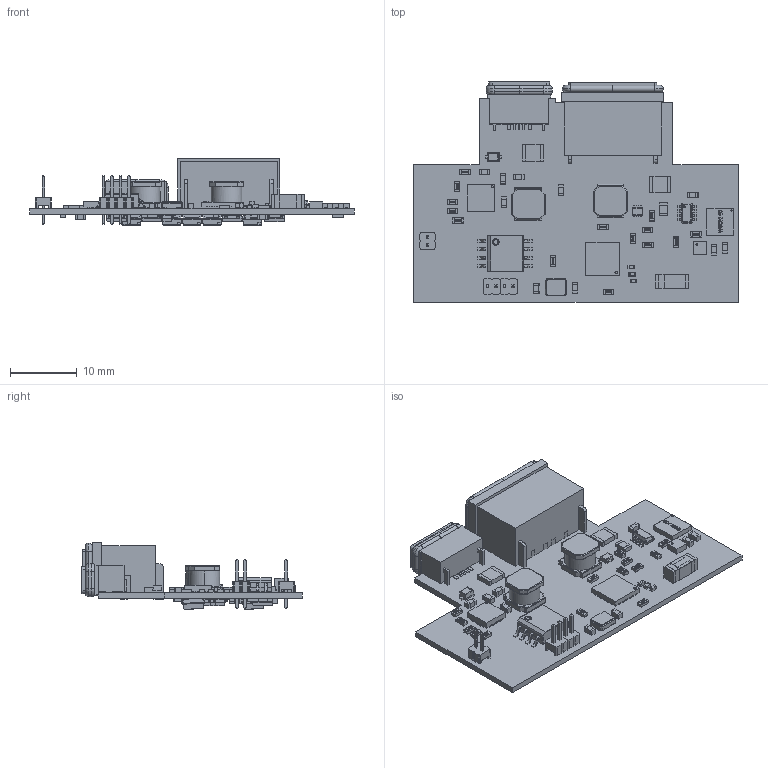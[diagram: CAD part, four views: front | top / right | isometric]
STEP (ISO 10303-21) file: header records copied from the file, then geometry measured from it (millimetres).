
FILE_DESCRIPTION(('Open CASCADE Model'),'2;1');
FILE_NAME('Open CASCADE Shape Model','2020-07-28T15:25:56',('Author'),( 'Open CASCADE'),'Open CASCADE STEP processor 6.8','Open CASCADE 6.8' ,'Unknown');
FILE_SCHEMA(('AUTOMOTIVE_DESIGN { 1 0 10303 214 1 1 1 1 }'));
Length unit declared in the file: millimetre
Products named in the file (105): PCB; Board; Open CASCADE STEP translator 6.8 1.1.1; Rd1; Res0603; Ce6; Cap0603; Y; ABM8-26MHz; U7; LM1117-33-WSON; U6; TPS61023-SOT563; U5; BQ25606-VQFN24; U4; LSM303AGR-LGA12; U3; INA219_SOT23; U2; W25Q32JV_SOIC-8-208; pin_SOIC_SOIC-208_1; SOIC_150_SOIC_5.4x5.4_1; U1; ESP8266EX; RcS; Shunt_0805; Rq5c; Rq4c; Rq3c; Rq2c; Rq1c; Rq5b; Rq4b; Rq3b; Rq2b; Rq1b; Rp2; Rp1; Rf2 ...
Assembly tree (162 placements, depth 4):
  PCB
    Board
      Open CASCADE STEP translator 6.8 1.1.1
    Rd1
      Res0603
    Ce6
      Cap0603
    Y
      ABM8-26MHz
    U7
      LM1117-33-WSON
    U6
      TPS61023-SOT563
    U5
      BQ25606-VQFN24
    U4
      LSM303AGR-LGA12
    U3
      INA219_SOT23
    U2
      W25Q32JV_SOIC-8-208
        pin_SOIC_SOIC-208_1  x8
        SOIC_150_SOIC_5.4x5.4_1
    U1
      ESP8266EX
    RcS
      Shunt_0805
    Rq5c
      Res0603
    Rq4c
      Res0603
    Rq3c
      Res0603
    Rq2c
      Res0603
    Rq1c
      Res0603
    Rq5b
      Res0603
    Rq4b
      Res0603
    Rq3b
      Res0603
    Rq2b
      Res0603
    Rq1b
      Res0603
    Rp2
      Res0603
    Rp1
      Res0603
    Rf2
      Res0603
    Rf1
      Res0603
    Re5
      Res0603
    Re4
      Res0603
    Re3
Bounding box: 48.5 x 32.91 x 10.01 mm (x, y, z)
Volume: 2459.6 mm3; surface area: 6324.5 mm2
Topology: 232 solids, 237 shells, 6582 faces, 16859 edges, 10821 vertices
Faces by surface type: plane 3818, bspline 1373, cylinder 1197, sphere 156, cone 22, torus 16
Entity records: 78339 total; most frequent: CARTESIAN_POINT 16568, ORIENTED_EDGE 11258, DIRECTION 10798, EDGE_CURVE 5637, LINE 4380, VECTOR 4380, VERTEX_POINT 3627, AXIS2_PLACEMENT_3D 3209
